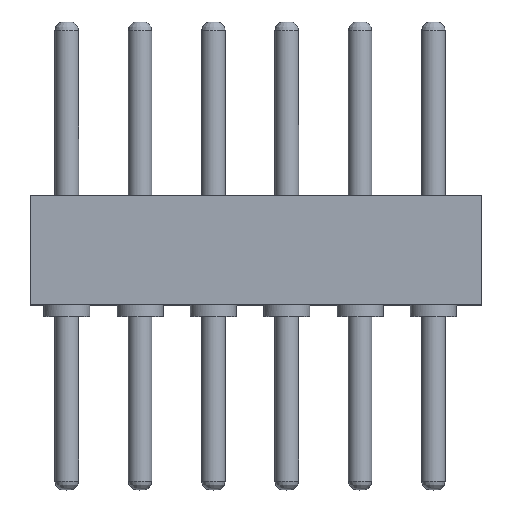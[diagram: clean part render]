
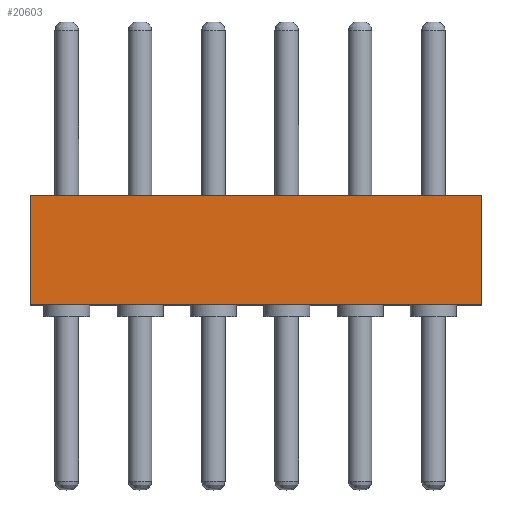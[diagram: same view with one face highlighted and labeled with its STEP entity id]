
A CAD part, top view. The second image highlights one B-rep face of the part: STEP entity #20603.
In plain terms, the highlighted planar face has unit normal (0, 0, 1).
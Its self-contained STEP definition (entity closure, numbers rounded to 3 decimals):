
#18450=CARTESIAN_POINT('',(25.81,0.,0.635));
#18451=VERTEX_POINT('',#18450);
#18474=CARTESIAN_POINT('',(17.985,0.,0.635));
#18475=VERTEX_POINT('',#18474);
#18482=CARTESIAN_POINT('',(17.985,0.,0.635));
#18483=CARTESIAN_POINT('',(19.55,0.,0.635));
#18484=CARTESIAN_POINT('',(21.115,0.,0.635));
#18485=CARTESIAN_POINT('',(22.68,0.,0.635));
#18486=CARTESIAN_POINT('',(24.245,0.,0.635));
#18487=CARTESIAN_POINT('',(25.81,0.,0.635));
#18488=B_SPLINE_CURVE_WITH_KNOTS('',5,(#18482,#18483,#18484,#18485,#18486,#18487),.UNSPECIFIED.,.F.,.U.,(6,6),(17.985,25.81),.UNSPECIFIED.);
#18489=EDGE_CURVE('',#18475,#18451,#18488,.T.);
#20553=CARTESIAN_POINT('',(25.81,1.9,0.635));
#20554=VERTEX_POINT('',#20553);
#20564=CARTESIAN_POINT('',(25.81,0.,0.635));
#20565=CARTESIAN_POINT('',(25.81,0.38,0.635));
#20566=CARTESIAN_POINT('',(25.81,0.76,0.635));
#20567=CARTESIAN_POINT('',(25.81,1.14,0.635));
#20568=CARTESIAN_POINT('',(25.81,1.52,0.635));
#20569=CARTESIAN_POINT('',(25.81,1.9,0.635));
#20570=B_SPLINE_CURVE_WITH_KNOTS('',5,(#20564,#20565,#20566,#20567,#20568,#20569),.UNSPECIFIED.,.F.,.U.,(6,6),(0.,1.9),.UNSPECIFIED.);
#20571=EDGE_CURVE('',#18451,#20554,#20570,.T.);
#20577=CARTESIAN_POINT('',(12.905,0.95,0.635));
#20578=DIRECTION('',(1.,0.,0.));
#20579=DIRECTION('',(0.,0.,1.));
#20580=AXIS2_PLACEMENT_3D('',#20577,#20579,#20578);
#20581=PLANE('',#20580);
#20582=ORIENTED_EDGE('',*,*,#20571,.T.);
#20583=CARTESIAN_POINT('',(17.985,1.9,0.635));
#20584=VERTEX_POINT('',#20583);
#20585=CARTESIAN_POINT('',(17.985,1.9,0.635));
#20586=CARTESIAN_POINT('',(19.55,1.9,0.635));
#20587=CARTESIAN_POINT('',(21.115,1.9,0.635));
#20588=CARTESIAN_POINT('',(22.68,1.9,0.635));
#20589=CARTESIAN_POINT('',(24.245,1.9,0.635));
#20590=CARTESIAN_POINT('',(25.81,1.9,0.635));
#20591=B_SPLINE_CURVE_WITH_KNOTS('',5,(#20585,#20586,#20587,#20588,#20589,#20590),.UNSPECIFIED.,.F.,.U.,(6,6),(17.985,25.81),.UNSPECIFIED.);
#20592=EDGE_CURVE('',#20584,#20554,#20591,.T.);
#20593=ORIENTED_EDGE('',*,*,#20592,.F.);
#20594=CARTESIAN_POINT('',(17.985,0.,0.635));
#20595=DIRECTION('',(0.,1.,0.));
#20596=VECTOR('',#20595,1.9);
#20597=LINE('',#20594,#20596);
#20598=EDGE_CURVE('',#18475,#20584,#20597,.T.);
#20599=ORIENTED_EDGE('',*,*,#20598,.F.);
#20600=ORIENTED_EDGE('',*,*,#18489,.T.);
#20601=EDGE_LOOP('',(#20582,#20593,#20599,#20600));
#20602=FACE_OUTER_BOUND('',#20601,.T.);
#20603=ADVANCED_FACE('',(#20602),#20581,.T.);
